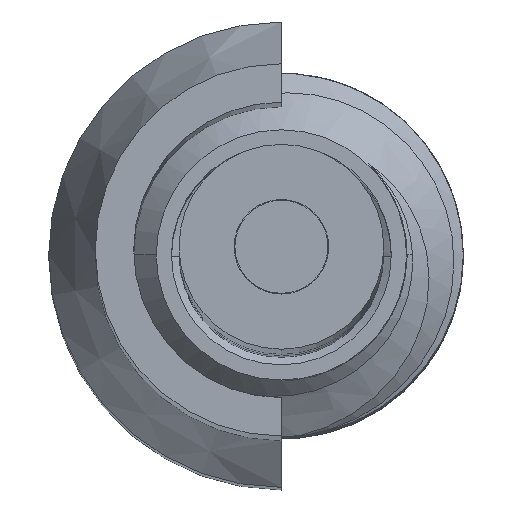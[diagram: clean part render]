
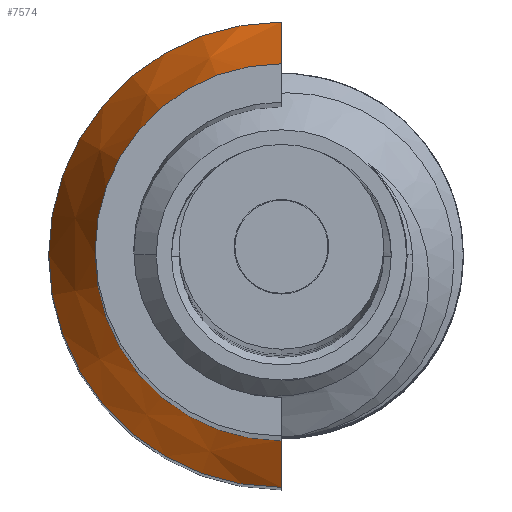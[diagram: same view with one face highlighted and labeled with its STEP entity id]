
A CAD part, top view. The second image highlights one B-rep face of the part: STEP entity #7574.
In plain terms, the highlighted conical face has half-angle 18.55 degrees and reference radius 2.25 mm.
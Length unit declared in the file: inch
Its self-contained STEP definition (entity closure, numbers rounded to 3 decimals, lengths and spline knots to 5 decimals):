
#7335=DIRECTION('',(0.,0.318,0.948));
#7336=VECTOR('',#7335,0.06188);
#7337=CARTESIAN_POINT('',(0.,-0.09843,-0.7448));
#7338=LINE('',#7337,#7336);
#7383=DIRECTION('',(0.,-0.318,0.948));
#7384=VECTOR('',#7383,0.06188);
#7385=CARTESIAN_POINT('',(0.,0.09843,-0.7448));
#7386=LINE('',#7385,#7384);
#7410=CARTESIAN_POINT('',(0.,0.,-0.7448));
#7411=DIRECTION('',(0.,0.,1.));
#7412=DIRECTION('',(0.,1.,0.));
#7413=AXIS2_PLACEMENT_3D('',#7410,#7411,#7412);
#7415=CARTESIAN_POINT('',(0.,0.,-0.68613));
#7416=DIRECTION('',(0.,0.,1.));
#7417=DIRECTION('',(0.,1.,0.));
#7418=AXIS2_PLACEMENT_3D('',#7415,#7416,#7417);
#7455=CARTESIAN_POINT('',(0.,0.09843,-0.7448));
#7456=CARTESIAN_POINT('',(0.,0.07874,-0.68613));
#7457=VERTEX_POINT('',#7455);
#7458=VERTEX_POINT('',#7456);
#7469=CARTESIAN_POINT('',(0.,-0.09843,-0.7448));
#7470=CARTESIAN_POINT('',(0.,-0.07874,-0.68613));
#7471=VERTEX_POINT('',#7469);
#7472=VERTEX_POINT('',#7470);
#7562=CARTESIAN_POINT('',(0.,0.,-0.71547));
#7563=DIRECTION('',(0.,0.,-1.));
#7564=DIRECTION('',(0.,-1.,0.));
#7565=AXIS2_PLACEMENT_3D('',#7562,#7563,#7564);
#7566=CONICAL_SURFACE('',#7565,0.08858,18.55);
#7567=ORIENTED_EDGE('',*,*,#7514,.T.);
#7569=ORIENTED_EDGE('',*,*,#7568,.T.);
#7570=ORIENTED_EDGE('',*,*,#7490,.F.);
#7571=ORIENTED_EDGE('',*,*,#7556,.F.);
#7572=EDGE_LOOP('',(#7567,#7569,#7570,#7571));
#7573=FACE_OUTER_BOUND('',#7572,.F.);
#7574=ADVANCED_FACE('',(#7573),#7566,.T.);
#7414=CIRCLE('',#7413,0.09843);
#7419=CIRCLE('',#7418,0.07874);
#7490=EDGE_CURVE('',#7471,#7472,#7338,.T.);
#7514=EDGE_CURVE('',#7457,#7458,#7386,.T.);
#7556=EDGE_CURVE('',#7457,#7471,#7414,.T.);
#7568=EDGE_CURVE('',#7458,#7472,#7419,.T.);
